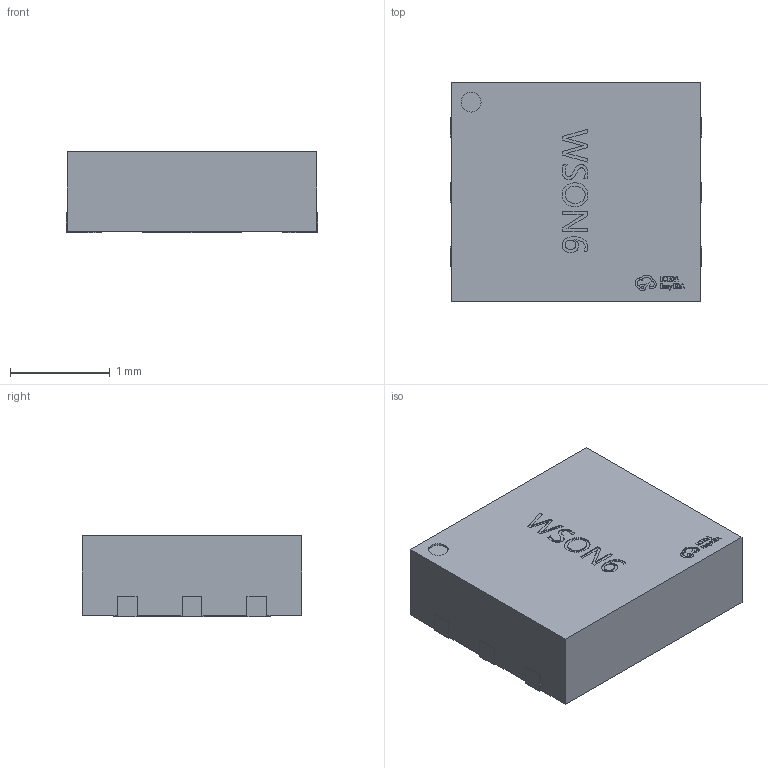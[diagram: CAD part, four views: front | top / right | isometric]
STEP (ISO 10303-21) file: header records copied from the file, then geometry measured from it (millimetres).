
FILE_DESCRIPTION (( 'STEP AP214' ), '1' );
FILE_NAME ('WSON-6_L2.5-W2.2-H0.8-P0.65.step', '2022-07-26T09:37:07', ( '' ), ( '' ), 'SwSTEP 2.0', 'SolidWorks 2020', '' );
FILE_SCHEMA (( 'AUTOMOTIVE_DESIGN' ));
Length unit declared in the file: millimetre
Products named in the file (1): WSON-6_L2.5-W2.2-H0.8-P0.65
Bounding box: 2.52 x 2.2 x 0.81 mm (x, y, z)
Volume: 4.4 mm3; surface area: 18.8 mm2
Topology: 14 solids, 14 shells, 423 faces, 1137 edges, 758 vertices
Faces by surface type: plane 258, bspline 154, cylinder 11
Entity records: 20680 total; most frequent: CARTESIAN_POINT 6801, ORIENTED_EDGE 2274, DIRECTION 1387, EDGE_CURVE 1137, VECTOR 803, LINE 803, VERTEX_POINT 758, EDGE_LOOP 451
